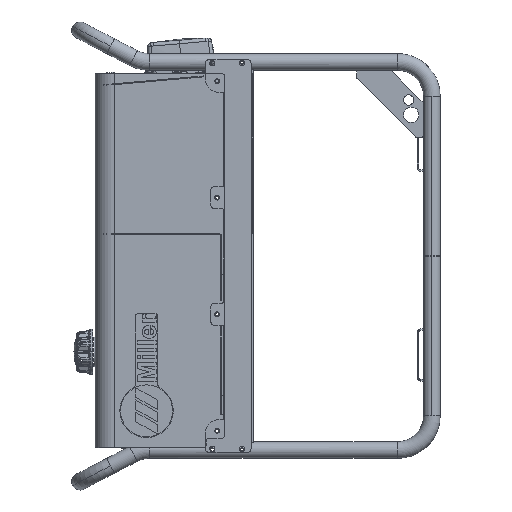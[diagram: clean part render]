
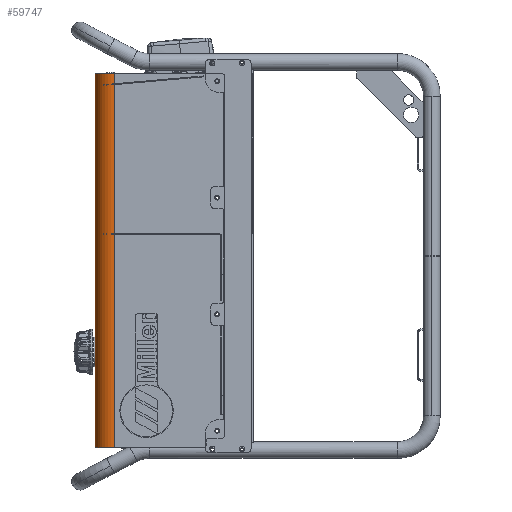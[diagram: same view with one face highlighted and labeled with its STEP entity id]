
A CAD part, left-side view. The second image highlights one B-rep face of the part: STEP entity #59747.
In plain terms, the highlighted cylindrical face has radius 33.04 mm (diameter 66.081 mm), a partial arc.
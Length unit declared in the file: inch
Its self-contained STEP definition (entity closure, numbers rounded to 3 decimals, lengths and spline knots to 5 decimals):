
#1449 = DIRECTION ( 'NONE',  ( -1., 0., 0. ) ) ;
#3849 = AXIS2_PLACEMENT_3D ( 'NONE', #70706, #27140, #1449 ) ;
#6863 = CYLINDRICAL_SURFACE ( 'NONE', #38728, 1.3008 ) ;
#7283 = CARTESIAN_POINT ( 'NONE',  ( -10.1468, 21.33063, -12.89534 ) ) ;
#9769 = VERTEX_POINT ( 'NONE', #103784 ) ;
#9825 = EDGE_CURVE ( 'NONE', #9769, #61605, #84496, .T. ) ;
#11074 = VECTOR ( 'NONE', #99031, 39.37008 ) ;
#24556 = LINE ( 'NONE', #64925, #11074 ) ;
#27140 = DIRECTION ( 'NONE',  ( 0., 0., -1. ) ) ;
#34124 = VERTEX_POINT ( 'NONE', #7283 ) ;
#35359 = CARTESIAN_POINT ( 'NONE',  ( -10.1468, 21.33063, 12.25066 ) ) ;
#38728 = AXIS2_PLACEMENT_3D ( 'NONE', #84006, #68844, #76700 ) ;
#41972 = VERTEX_POINT ( 'NONE', #75156 ) ;
#43207 = CARTESIAN_POINT ( 'NONE',  ( -10.1468, 21.33063, 12.25066 ) ) ;
#43313 = EDGE_LOOP ( 'NONE', ( #96566, #64546, #81166, #52695 ) ) ;
#44321 = LINE ( 'NONE', #35359, #92608 ) ;
#48444 = CIRCLE ( 'NONE', #3849, 1.3008 ) ;
#50709 = DIRECTION ( 'NONE',  ( 0., 0., 1. ) ) ;
#52695 = ORIENTED_EDGE ( 'NONE', *, *, #9825, .F. ) ;
#59747 = ADVANCED_FACE ( 'NONE', ( #107580 ), #6863, .T. ) ;
#61605 = VERTEX_POINT ( 'NONE', #43207 ) ;
#64546 = ORIENTED_EDGE ( 'NONE', *, *, #65473, .F. ) ;
#64925 = CARTESIAN_POINT ( 'NONE',  ( -8.846, 22.63143, -12.89534 ) ) ;
#65473 = EDGE_CURVE ( 'NONE', #34124, #41972, #48444, .T. ) ;
#68421 = AXIS2_PLACEMENT_3D ( 'NONE', #93189, #50709, #84806 ) ;
#68692 = EDGE_CURVE ( 'NONE', #34124, #61605, #44321, .T. ) ;
#68844 = DIRECTION ( 'NONE',  ( 0., 0., -1. ) ) ;
#69509 = DIRECTION ( 'NONE',  ( 0., 0., 1. ) ) ;
#70706 = CARTESIAN_POINT ( 'NONE',  ( -8.846, 21.33063, -12.89534 ) ) ;
#72981 = EDGE_CURVE ( 'NONE', #41972, #9769, #24556, .T. ) ;
#75156 = CARTESIAN_POINT ( 'NONE',  ( -8.846, 22.63143, -12.89534 ) ) ;
#76700 = DIRECTION ( 'NONE',  ( -1., 0., 0. ) ) ;
#81166 = ORIENTED_EDGE ( 'NONE', *, *, #68692, .T. ) ;
#84006 = CARTESIAN_POINT ( 'NONE',  ( -8.846, 21.33063, -12.89534 ) ) ;
#84496 = CIRCLE ( 'NONE', #68421, 1.3008 ) ;
#84806 = DIRECTION ( 'NONE',  ( -1., 0., 0. ) ) ;
#92608 = VECTOR ( 'NONE', #69509, 39.37008 ) ;
#93189 = CARTESIAN_POINT ( 'NONE',  ( -8.846, 21.33063, 12.25066 ) ) ;
#96566 = ORIENTED_EDGE ( 'NONE', *, *, #72981, .F. ) ;
#99031 = DIRECTION ( 'NONE',  ( 0., 0., 1. ) ) ;
#103784 = CARTESIAN_POINT ( 'NONE',  ( -8.846, 22.63143, 12.25066 ) ) ;
#107580 = FACE_OUTER_BOUND ( 'NONE', #43313, .T. ) ;
